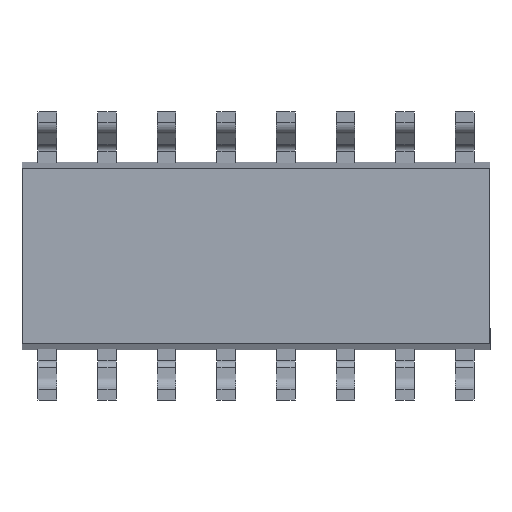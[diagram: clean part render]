
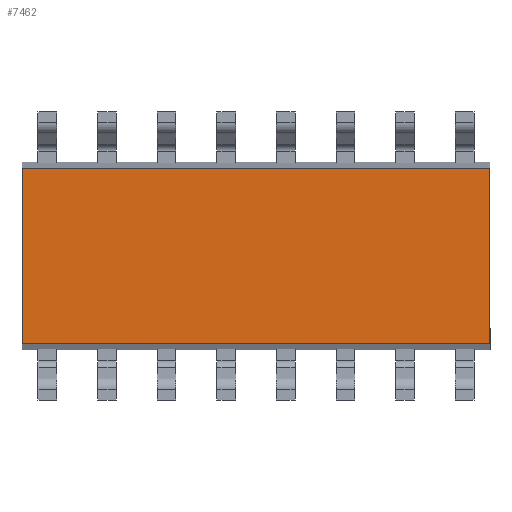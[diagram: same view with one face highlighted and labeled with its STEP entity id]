
A CAD part, front view. The second image highlights one B-rep face of the part: STEP entity #7462.
In plain terms, the highlighted planar face has unit normal (0, -1, 0).
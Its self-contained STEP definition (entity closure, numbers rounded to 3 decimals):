
#366 = VECTOR ( 'NONE', #6213, 1000. ) ;
#562 = PLANE ( 'NONE',  #5112 ) ;
#1403 = EDGE_CURVE ( 'NONE', #4805, #1726, #4064, .T. ) ;
#1726 = VERTEX_POINT ( 'NONE', #6746 ) ;
#1773 = EDGE_CURVE ( 'NONE', #4596, #4805, #2934, .T. ) ;
#2154 = ORIENTED_EDGE ( 'NONE', *, *, #6575, .T. ) ;
#2431 = CARTESIAN_POINT ( 'NONE',  ( -2.445, -0.725, 1.868 ) ) ;
#2883 = CARTESIAN_POINT ( 'NONE',  ( 7.525, -0.725, 1.868 ) ) ;
#2934 = LINE ( 'NONE', #8341, #8620 ) ;
#3610 = DIRECTION ( 'NONE',  ( 0., 0., 1. ) ) ;
#3616 = FACE_OUTER_BOUND ( 'NONE', #7966, .T. ) ;
#3811 = LINE ( 'NONE', #2883, #7312 ) ;
#4064 = LINE ( 'NONE', #5417, #366 ) ;
#4284 = DIRECTION ( 'NONE',  ( 0., -1., 0. ) ) ;
#4596 = VERTEX_POINT ( 'NONE', #8857 ) ;
#4805 = VERTEX_POINT ( 'NONE', #2431 ) ;
#4962 = VERTEX_POINT ( 'NONE', #9333 ) ;
#5112 = AXIS2_PLACEMENT_3D ( 'NONE', #8728, #4284, #9473 ) ;
#5417 = CARTESIAN_POINT ( 'NONE',  ( -2.445, -0.725, 1.868 ) ) ;
#5872 = ORIENTED_EDGE ( 'NONE', *, *, #1403, .T. ) ;
#6213 = DIRECTION ( 'NONE',  ( 0., 0., -1. ) ) ;
#6550 = CARTESIAN_POINT ( 'NONE',  ( -7.093, -0.725, -1.868 ) ) ;
#6575 = EDGE_CURVE ( 'NONE', #1726, #4962, #9504, .T. ) ;
#6746 = CARTESIAN_POINT ( 'NONE',  ( -2.445, -0.725, -1.868 ) ) ;
#6862 = DIRECTION ( 'NONE',  ( -1., 0., 0. ) ) ;
#7295 = DIRECTION ( 'NONE',  ( 1., 0., 0. ) ) ;
#7312 = VECTOR ( 'NONE', #3610, 1000. ) ;
#7462 = ADVANCED_FACE ( 'NONE', ( #3616 ), #562, .T. ) ;
#7776 = ORIENTED_EDGE ( 'NONE', *, *, #8048, .T. ) ;
#7966 = EDGE_LOOP ( 'NONE', ( #2154, #7776, #7967, #5872 ) ) ;
#7967 = ORIENTED_EDGE ( 'NONE', *, *, #1773, .T. ) ;
#8048 = EDGE_CURVE ( 'NONE', #4962, #4596, #3811, .T. ) ;
#8341 = CARTESIAN_POINT ( 'NONE',  ( -7.093, -0.725, 1.868 ) ) ;
#8620 = VECTOR ( 'NONE', #6862, 1000. ) ;
#8728 = CARTESIAN_POINT ( 'NONE',  ( -7.093, -0.725, 1.868 ) ) ;
#8857 = CARTESIAN_POINT ( 'NONE',  ( 7.525, -0.725, 1.868 ) ) ;
#9269 = VECTOR ( 'NONE', #7295, 1000. ) ;
#9333 = CARTESIAN_POINT ( 'NONE',  ( 7.525, -0.725, -1.868 ) ) ;
#9473 = DIRECTION ( 'NONE',  ( 0., 0., -1. ) ) ;
#9504 = LINE ( 'NONE', #6550, #9269 ) ;
